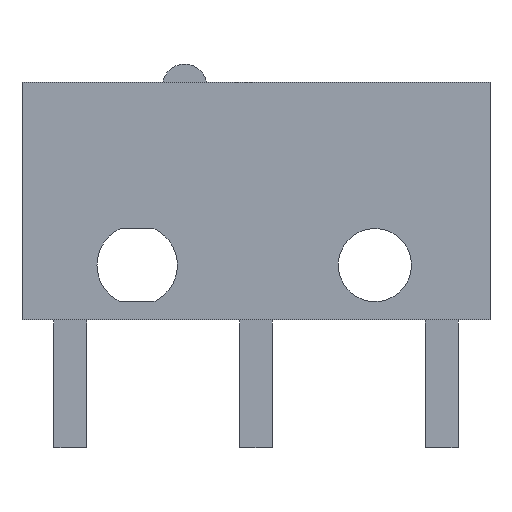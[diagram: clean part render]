
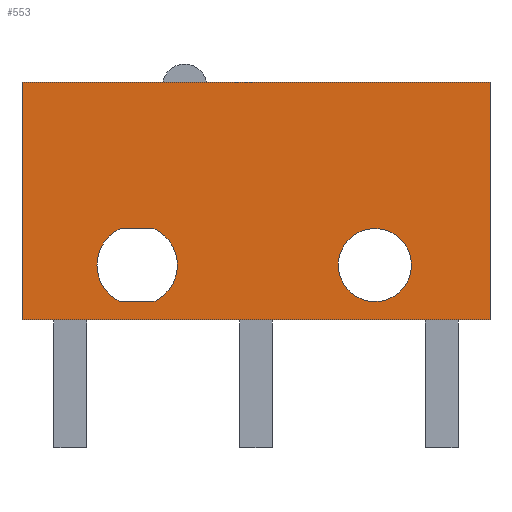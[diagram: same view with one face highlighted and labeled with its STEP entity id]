
A CAD part, front view. The second image highlights one B-rep face of the part: STEP entity #553.
In plain terms, the highlighted planar face has unit normal (0, -1, 0).
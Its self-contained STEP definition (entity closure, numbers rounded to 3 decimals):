
#14=FACE_BOUND('',#100,.T.);
#15=FACE_BOUND('',#101,.T.);
#41=PLANE('',#604);
#70=FACE_OUTER_BOUND('',#99,.T.);
#99=EDGE_LOOP('',(#446,#447,#448,#449));
#100=EDGE_LOOP('',(#450,#451,#452,#453));
#101=EDGE_LOOP('',(#454));
#158=LINE('',#861,#219);
#160=LINE('',#864,#221);
#162=LINE('',#869,#223);
#163=LINE('',#871,#224);
#164=LINE('',#873,#225);
#165=LINE('',#874,#226);
#219=VECTOR('',#717,1.);
#221=VECTOR('',#721,1.);
#223=VECTOR('',#725,1.);
#224=VECTOR('',#726,1.);
#225=VECTOR('',#727,1.);
#226=VECTOR('',#728,1.);
#236=CIRCLE('',#575,1.);
#237=CIRCLE('',#577,1.1);
#240=CIRCLE('',#581,1.1);
#244=VERTEX_POINT('',#751);
#245=VERTEX_POINT('',#755);
#246=VERTEX_POINT('',#756);
#251=VERTEX_POINT('',#767);
#252=VERTEX_POINT('',#769);
#281=VERTEX_POINT('',#867);
#282=VERTEX_POINT('',#868);
#283=VERTEX_POINT('',#870);
#284=VERTEX_POINT('',#872);
#291=EDGE_CURVE('',#244,#244,#236,.T.);
#292=EDGE_CURVE('',#245,#246,#237,.T.);
#298=EDGE_CURVE('',#252,#251,#240,.T.);
#342=EDGE_CURVE('',#246,#252,#158,.T.);
#344=EDGE_CURVE('',#251,#245,#160,.T.);
#346=EDGE_CURVE('',#281,#282,#162,.T.);
#347=EDGE_CURVE('',#282,#283,#163,.T.);
#348=EDGE_CURVE('',#283,#284,#164,.T.);
#349=EDGE_CURVE('',#284,#281,#165,.T.);
#446=ORIENTED_EDGE('',*,*,#346,.T.);
#447=ORIENTED_EDGE('',*,*,#347,.T.);
#448=ORIENTED_EDGE('',*,*,#348,.T.);
#449=ORIENTED_EDGE('',*,*,#349,.T.);
#450=ORIENTED_EDGE('',*,*,#344,.T.);
#451=ORIENTED_EDGE('',*,*,#292,.T.);
#452=ORIENTED_EDGE('',*,*,#342,.T.);
#453=ORIENTED_EDGE('',*,*,#298,.T.);
#454=ORIENTED_EDGE('',*,*,#291,.T.);
#553=ADVANCED_FACE('',(#70,#14,#15),#41,.T.);
#575=AXIS2_PLACEMENT_3D('',#753,#617,#618);
#577=AXIS2_PLACEMENT_3D('',#757,#621,#622);
#581=AXIS2_PLACEMENT_3D('',#770,#632,#633);
#604=AXIS2_PLACEMENT_3D('',#866,#723,#724);
#617=DIRECTION('center_axis',(0.,1.,0.));
#618=DIRECTION('ref_axis',(1.,0.,0.));
#621=DIRECTION('center_axis',(0.,1.,0.));
#622=DIRECTION('ref_axis',(1.,0.,0.));
#632=DIRECTION('center_axis',(0.,1.,0.));
#633=DIRECTION('ref_axis',(1.,0.,0.));
#717=DIRECTION('',(-1.,0.,0.));
#721=DIRECTION('',(1.,0.,0.));
#723=DIRECTION('center_axis',(0.,-1.,0.));
#724=DIRECTION('ref_axis',(1.,0.,0.));
#725=DIRECTION('',(0.,0.,1.));
#726=DIRECTION('',(-1.,0.,0.));
#727=DIRECTION('',(0.,0.,-1.));
#728=DIRECTION('',(1.,0.,0.));
#751=CARTESIAN_POINT('',(2.25,-2.9,1.5));
#753=CARTESIAN_POINT('Origin',(3.25,-2.9,1.5));
#755=CARTESIAN_POINT('',(-2.792,-2.9,2.5));
#756=CARTESIAN_POINT('',(-2.792,-2.9,0.5));
#757=CARTESIAN_POINT('Origin',(-3.25,-2.9,1.5));
#767=CARTESIAN_POINT('',(-3.708,-2.9,2.5));
#769=CARTESIAN_POINT('',(-3.708,-2.9,0.5));
#770=CARTESIAN_POINT('Origin',(-3.25,-2.9,1.5));
#861=CARTESIAN_POINT('',(-1.25,-2.9,0.5));
#864=CARTESIAN_POINT('',(-1.25,-2.9,2.5));
#866=CARTESIAN_POINT('Origin',(0.,-2.9,3.25));
#867=CARTESIAN_POINT('',(6.4,-2.9,0.));
#868=CARTESIAN_POINT('',(6.4,-2.9,6.5));
#869=CARTESIAN_POINT('',(6.4,-2.9,3.25));
#870=CARTESIAN_POINT('',(-6.4,-2.9,6.5));
#871=CARTESIAN_POINT('',(0.,-2.9,6.5));
#872=CARTESIAN_POINT('',(-6.4,-2.9,0.));
#873=CARTESIAN_POINT('',(-6.4,-2.9,3.25));
#874=CARTESIAN_POINT('',(0.,-2.9,0.));
